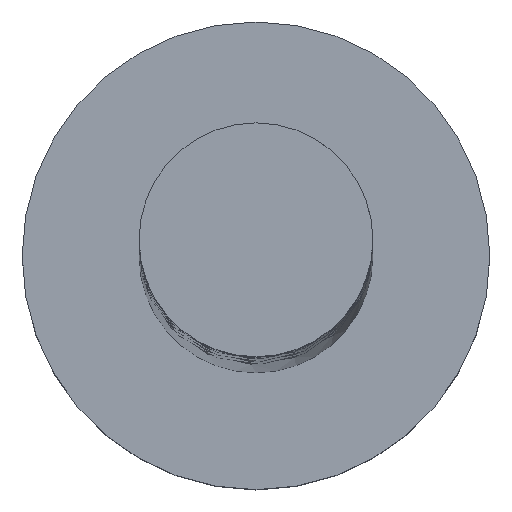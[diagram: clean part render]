
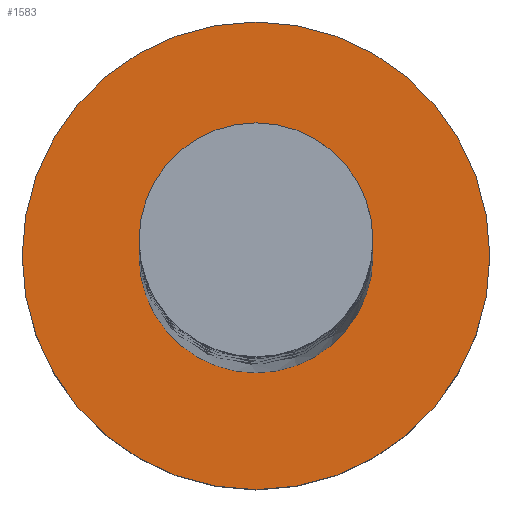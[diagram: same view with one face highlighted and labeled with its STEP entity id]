
A CAD part, top view. The second image highlights one B-rep face of the part: STEP entity #1583.
In plain terms, the highlighted planar face has unit normal (0, 0, 1).
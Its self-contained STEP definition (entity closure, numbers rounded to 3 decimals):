
#11 = CARTESIAN_POINT ( 'NONE',  ( 0., 0., 3. ) ) ;
#19 = CARTESIAN_POINT ( 'NONE',  ( 0., 0., 3. ) ) ;
#46 = DIRECTION ( 'NONE',  ( 0., 0., 1. ) ) ;
#112 = DIRECTION ( 'NONE',  ( 0., 0., 1. ) ) ;
#140 = CARTESIAN_POINT ( 'NONE',  ( 4., 0., 3. ) ) ;
#150 = EDGE_LOOP ( 'NONE', ( #823, #709 ) ) ;
#262 = CIRCLE ( 'NONE', #1648, 2. ) ;
#312 = CIRCLE ( 'NONE', #924, 2. ) ;
#315 = DIRECTION ( 'NONE',  ( 1., 0., 0. ) ) ;
#408 = VERTEX_POINT ( 'NONE', #1303 ) ;
#461 = CIRCLE ( 'NONE', #792, 4. ) ;
#496 = CARTESIAN_POINT ( 'NONE',  ( 0., 0., 3. ) ) ;
#511 = DIRECTION ( 'NONE',  ( 1., 0., 0. ) ) ;
#557 = CIRCLE ( 'NONE', #1202, 4. ) ;
#647 = DIRECTION ( 'NONE',  ( 1., 0., 0. ) ) ;
#654 = EDGE_CURVE ( 'NONE', #660, #683, #262, .T. ) ;
#660 = VERTEX_POINT ( 'NONE', #972 ) ;
#683 = VERTEX_POINT ( 'NONE', #710 ) ;
#709 = ORIENTED_EDGE ( 'NONE', *, *, #1298, .T. ) ;
#710 = CARTESIAN_POINT ( 'NONE',  ( 2., 0., 3. ) ) ;
#787 = DIRECTION ( 'NONE',  ( 0., 0., 1. ) ) ;
#792 = AXIS2_PLACEMENT_3D ( 'NONE', #11, #1125, #647 ) ;
#814 = ORIENTED_EDGE ( 'NONE', *, *, #1137, .F. ) ;
#823 = ORIENTED_EDGE ( 'NONE', *, *, #845, .T. ) ;
#845 = EDGE_CURVE ( 'NONE', #408, #1539, #557, .T. ) ;
#924 = AXIS2_PLACEMENT_3D ( 'NONE', #496, #1645, #1517 ) ;
#926 = ORIENTED_EDGE ( 'NONE', *, *, #654, .F. ) ;
#972 = CARTESIAN_POINT ( 'NONE',  ( -2., 0., 3. ) ) ;
#1060 = FACE_OUTER_BOUND ( 'NONE', #150, .T. ) ;
#1125 = DIRECTION ( 'NONE',  ( 0., 0., 1. ) ) ;
#1135 = CARTESIAN_POINT ( 'NONE',  ( 0., 0., 3. ) ) ;
#1137 = EDGE_CURVE ( 'NONE', #683, #660, #312, .T. ) ;
#1187 = FACE_BOUND ( 'NONE', #1399, .T. ) ;
#1202 = AXIS2_PLACEMENT_3D ( 'NONE', #1135, #112, #1359 ) ;
#1298 = EDGE_CURVE ( 'NONE', #1539, #408, #461, .T. ) ;
#1303 = CARTESIAN_POINT ( 'NONE',  ( -4., 0., 3. ) ) ;
#1359 = DIRECTION ( 'NONE',  ( 1., 0., 0. ) ) ;
#1399 = EDGE_LOOP ( 'NONE', ( #926, #814 ) ) ;
#1420 = PLANE ( 'NONE',  #1531 ) ;
#1517 = DIRECTION ( 'NONE',  ( 1., 0., 0. ) ) ;
#1531 = AXIS2_PLACEMENT_3D ( 'NONE', #19, #787, #511 ) ;
#1539 = VERTEX_POINT ( 'NONE', #140 ) ;
#1583 = ADVANCED_FACE ( 'NONE', ( #1187, #1060 ), #1420, .T. ) ;
#1586 = CARTESIAN_POINT ( 'NONE',  ( 0., 0., 3. ) ) ;
#1645 = DIRECTION ( 'NONE',  ( 0., 0., 1. ) ) ;
#1648 = AXIS2_PLACEMENT_3D ( 'NONE', #1586, #46, #315 ) ;
